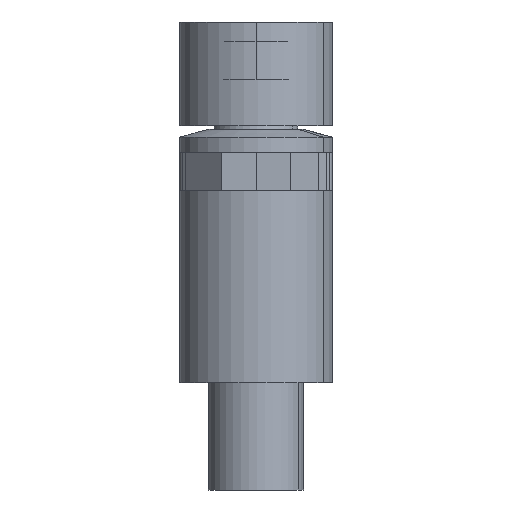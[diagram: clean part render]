
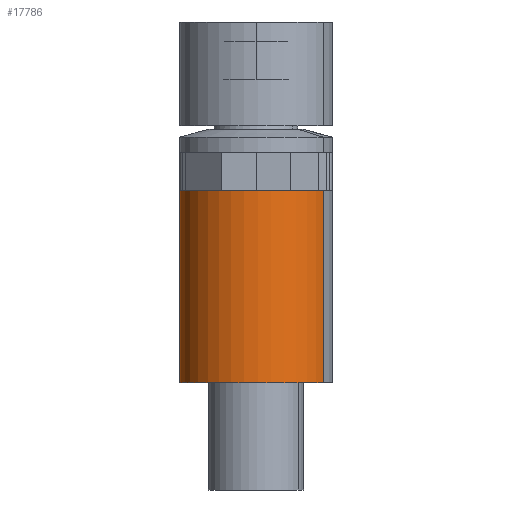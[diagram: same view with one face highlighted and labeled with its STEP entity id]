
A CAD part, left-side view. The second image highlights one B-rep face of the part: STEP entity #17786.
In plain terms, the highlighted cylindrical face has radius 2 mm (diameter 4 mm), a partial arc.
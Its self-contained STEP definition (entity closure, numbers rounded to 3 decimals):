
#17733=AXIS2_PLACEMENT_3D('Cylinder Axis2P3D',#17730,#17731,#17732) ;
#17772=AXIS2_PLACEMENT_3D('Circle Axis2P3D',#17770,#17771,$) ;
#17777=AXIS2_PLACEMENT_3D('Circle Axis2P3D',#17775,#17776,$) ;
#17730=CARTESIAN_POINT('Axis2P3D Location',(2.,2.,4.75)) ;
#17739=CARTESIAN_POINT('Vertex',(2.959,3.755,2.8)) ;
#17741=CARTESIAN_POINT('Vertex',(1.041,0.245,2.8)) ;
#17744=CARTESIAN_POINT('Line Origine',(2.959,3.755,5.997)) ;
#17748=CARTESIAN_POINT('Vertex',(2.959,3.755,7.807)) ;
#17755=CARTESIAN_POINT('Vertex',(1.041,0.245,7.807)) ;
#17758=CARTESIAN_POINT('Line Origine',(1.041,0.245,5.997)) ;
#17770=CARTESIAN_POINT('Axis2P3D Location',(2.,2.,2.8)) ;
#17775=CARTESIAN_POINT('Axis2P3D Location',(2.,2.,7.807)) ;
#17731=DIRECTION('Axis2P3D Direction',(0.,0.,-1.)) ;
#17732=DIRECTION('Axis2P3D XDirection',(0.479,0.878,0.)) ;
#17745=DIRECTION('Vector Direction',(0.,0.,-1.)) ;
#17759=DIRECTION('Vector Direction',(0.,0.,-1.)) ;
#17771=DIRECTION('Axis2P3D Direction',(0.,0.,-1.)) ;
#17776=DIRECTION('Axis2P3D Direction',(0.,0.,-1.)) ;
#17746=VECTOR('Line Direction',#17745,1.) ;
#17760=VECTOR('Line Direction',#17759,1.) ;
#17781=ORIENTED_EDGE('',*,*,#17774,.F.) ;
#17782=ORIENTED_EDGE('',*,*,#17762,.T.) ;
#17783=ORIENTED_EDGE('',*,*,#17779,.T.) ;
#17784=ORIENTED_EDGE('',*,*,#17750,.F.) ;
#17786=ADVANCED_FACE('K\X2\00F6\X0\rper.50',(#17785),#17734,.T.) ;
#17773=CIRCLE('generated circle',#17772,2.) ;
#17778=CIRCLE('generated circle',#17777,2.) ;
#17734=CYLINDRICAL_SURFACE('generated cylinder',#17733,2.) ;
#17750=EDGE_CURVE('',#17740,#17749,#17747,.F.) ;
#17762=EDGE_CURVE('',#17742,#17756,#17761,.F.) ;
#17774=EDGE_CURVE('',#17742,#17740,#17773,.T.) ;
#17779=EDGE_CURVE('',#17756,#17749,#17778,.T.) ;
#17780=EDGE_LOOP('',(#17781,#17782,#17783,#17784)) ;
#17785=FACE_OUTER_BOUND('',#17780,.T.) ;
#17747=LINE('Line',#17744,#17746) ;
#17761=LINE('Line',#17758,#17760) ;
#17740=VERTEX_POINT('',#17739) ;
#17742=VERTEX_POINT('',#17741) ;
#17749=VERTEX_POINT('',#17748) ;
#17756=VERTEX_POINT('',#17755) ;
